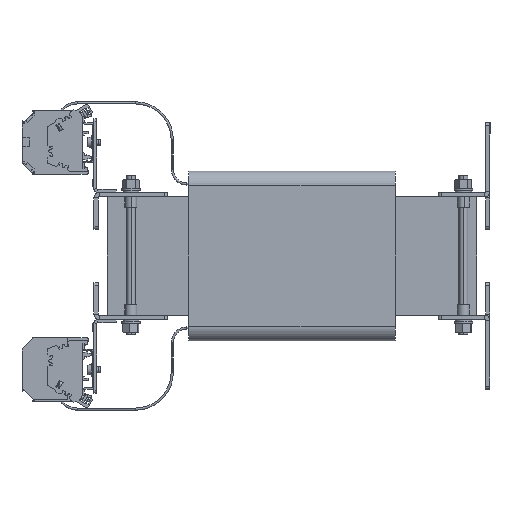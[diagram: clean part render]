
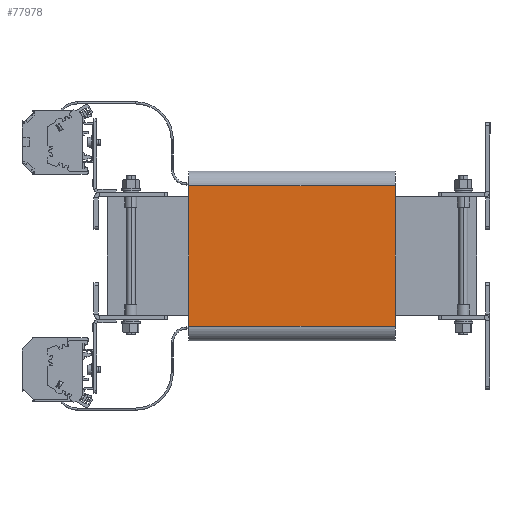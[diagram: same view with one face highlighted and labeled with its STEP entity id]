
A CAD part, left-side view. The second image highlights one B-rep face of the part: STEP entity #77978.
In plain terms, the highlighted planar face has unit normal (-1, 0, 0).
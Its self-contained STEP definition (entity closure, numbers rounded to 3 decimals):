
#1473 = EDGE_CURVE ( 'NONE', #116547, #135384, #38360, .T. ) ;
#5720 = ORIENTED_EDGE ( 'NONE', *, *, #1473, .T. ) ;
#12436 = VERTEX_POINT ( 'NONE', #46830 ) ;
#16518 = DIRECTION ( 'NONE',  ( 0., 0., 1. ) ) ;
#30940 = EDGE_CURVE ( 'NONE', #12436, #69123, #53925, .T. ) ;
#38360 = LINE ( 'NONE', #85251, #138555 ) ;
#40737 = DIRECTION ( 'NONE',  ( 1., 0., 0. ) ) ;
#40898 = VECTOR ( 'NONE', #16518, 1000. ) ;
#44452 = CARTESIAN_POINT ( 'NONE',  ( -98.75, -64.594, 47.389 ) ) ;
#46830 = CARTESIAN_POINT ( 'NONE',  ( -98.75, 75.406, -47.611 ) ) ;
#53925 = LINE ( 'NONE', #123499, #40898 ) ;
#69123 = VERTEX_POINT ( 'NONE', #78206 ) ;
#69124 = CARTESIAN_POINT ( 'NONE',  ( -98.75, 75.406, 47.389 ) ) ;
#72131 = ORIENTED_EDGE ( 'NONE', *, *, #143557, .F. ) ;
#75992 = AXIS2_PLACEMENT_3D ( 'NONE', #147816, #40737, #146257 ) ;
#77978 = ADVANCED_FACE ( 'NONE', ( #97775 ), #132927, .F. ) ;
#78206 = CARTESIAN_POINT ( 'NONE',  ( -98.75, 75.406, 47.389 ) ) ;
#78912 = CARTESIAN_POINT ( 'NONE',  ( -98.75, 75.406, -47.611 ) ) ;
#84610 = VECTOR ( 'NONE', #152089, 1000. ) ;
#85251 = CARTESIAN_POINT ( 'NONE',  ( -98.75, -64.594, 47.389 ) ) ;
#89930 = EDGE_LOOP ( 'NONE', ( #5720, #72131, #111163, #133097 ) ) ;
#95002 = LINE ( 'NONE', #69124, #84610 ) ;
#97775 = FACE_OUTER_BOUND ( 'NONE', #89930, .T. ) ;
#108374 = CARTESIAN_POINT ( 'NONE',  ( -98.75, -64.594, -47.611 ) ) ;
#111163 = ORIENTED_EDGE ( 'NONE', *, *, #30940, .F. ) ;
#116547 = VERTEX_POINT ( 'NONE', #108374 ) ;
#122063 = EDGE_CURVE ( 'NONE', #12436, #116547, #138269, .T. ) ;
#123499 = CARTESIAN_POINT ( 'NONE',  ( -98.75, 75.406, 47.389 ) ) ;
#126590 = DIRECTION ( 'NONE',  ( 0., -1., 0. ) ) ;
#132927 = PLANE ( 'NONE',  #75992 ) ;
#133097 = ORIENTED_EDGE ( 'NONE', *, *, #122063, .T. ) ;
#134417 = DIRECTION ( 'NONE',  ( 0., 0., 1. ) ) ;
#135384 = VERTEX_POINT ( 'NONE', #44452 ) ;
#138269 = LINE ( 'NONE', #78912, #145249 ) ;
#138555 = VECTOR ( 'NONE', #134417, 1000. ) ;
#143557 = EDGE_CURVE ( 'NONE', #69123, #135384, #95002, .T. ) ;
#145249 = VECTOR ( 'NONE', #126590, 1000. ) ;
#146257 = DIRECTION ( 'NONE',  ( 0., 0., -1. ) ) ;
#147816 = CARTESIAN_POINT ( 'NONE',  ( -98.75, 75.406, 47.389 ) ) ;
#152089 = DIRECTION ( 'NONE',  ( 0., -1., 0. ) ) ;
